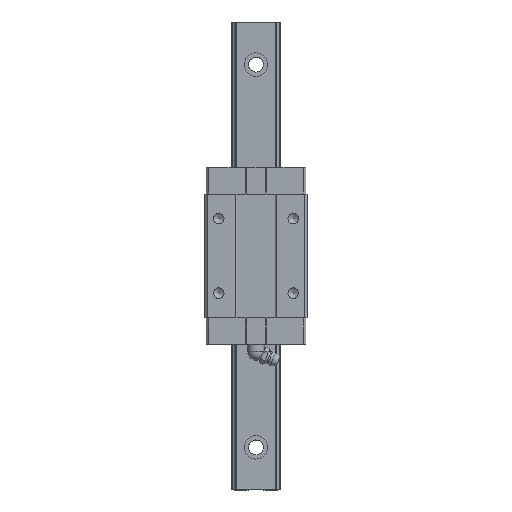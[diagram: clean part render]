
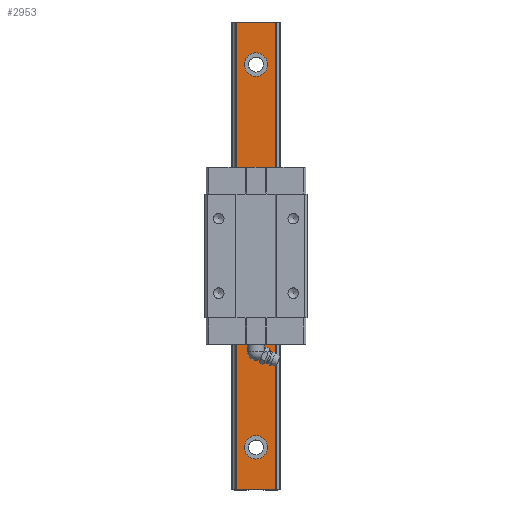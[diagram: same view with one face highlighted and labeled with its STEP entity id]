
A CAD part, top view. The second image highlights one B-rep face of the part: STEP entity #2953.
In plain terms, the highlighted planar face has unit normal (0, 0, 1).
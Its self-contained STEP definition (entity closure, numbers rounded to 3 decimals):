
#147=CIRCLE('',#3781,5.5);
#152=CIRCLE('',#3792,5.5);
#157=CIRCLE('',#3803,5.5);
#175=CIRCLE('',#3846,5.5);
#405=ORIENTED_EDGE('',*,*,#1117,.T.);
#406=ORIENTED_EDGE('',*,*,#1126,.T.);
#407=ORIENTED_EDGE('',*,*,#1135,.T.);
#408=ORIENTED_EDGE('',*,*,#1205,.T.);
#409=ORIENTED_EDGE('',*,*,#1206,.T.);
#410=ORIENTED_EDGE('',*,*,#1207,.F.);
#411=ORIENTED_EDGE('',*,*,#1208,.F.);
#412=ORIENTED_EDGE('',*,*,#1203,.T.);
#1117=EDGE_CURVE('',#1539,#1539,#147,.T.);
#1126=EDGE_CURVE('',#1546,#1546,#152,.T.);
#1135=EDGE_CURVE('',#1553,#1553,#157,.T.);
#1203=EDGE_CURVE('',#1599,#1598,#1882,.T.);
#1205=EDGE_CURVE('',#1600,#1600,#175,.T.);
#1206=EDGE_CURVE('',#1598,#1601,#1883,.T.);
#1207=EDGE_CURVE('',#1602,#1601,#1884,.T.);
#1208=EDGE_CURVE('',#1599,#1602,#1885,.T.);
#1539=VERTEX_POINT('',#4986);
#1546=VERTEX_POINT('',#5006);
#1553=VERTEX_POINT('',#5026);
#1598=VERTEX_POINT('',#5160);
#1599=VERTEX_POINT('',#5162);
#1600=VERTEX_POINT('',#5166);
#1601=VERTEX_POINT('',#5168);
#1602=VERTEX_POINT('',#5170);
#1882=LINE('',#5161,#2152);
#1883=LINE('',#5167,#2153);
#1884=LINE('',#5169,#2154);
#1885=LINE('',#5171,#2155);
#2152=VECTOR('',#4282,1000.);
#2153=VECTOR('',#4289,1000.);
#2154=VECTOR('',#4290,1000.);
#2155=VECTOR('',#4291,1000.);
#2410=EDGE_LOOP('',(#405));
#2411=EDGE_LOOP('',(#406));
#2412=EDGE_LOOP('',(#407));
#2413=EDGE_LOOP('',(#408));
#2414=EDGE_LOOP('',(#409,#410,#411,#412));
#2631=FACE_BOUND('',#2410,.T.);
#2632=FACE_BOUND('',#2411,.T.);
#2633=FACE_BOUND('',#2412,.T.);
#2634=FACE_BOUND('',#2413,.T.);
#2635=FACE_BOUND('',#2414,.T.);
#2833=PLANE('',#3845);
#2953=ADVANCED_FACE('',(#2631,#2632,#2633,#2634,#2635),#2833,.F.);
#3781=AXIS2_PLACEMENT_3D('',#4985,#4103,#4104);
#3792=AXIS2_PLACEMENT_3D('',#5005,#4127,#4128);
#3803=AXIS2_PLACEMENT_3D('',#5025,#4151,#4152);
#3845=AXIS2_PLACEMENT_3D('',#5164,#4285,#4286);
#3846=AXIS2_PLACEMENT_3D('',#5165,#4287,#4288);
#4103=DIRECTION('',(0.,0.,-1.));
#4104=DIRECTION('',(0.,-1.,0.));
#4127=DIRECTION('',(0.,0.,-1.));
#4128=DIRECTION('',(0.,-1.,0.));
#4151=DIRECTION('',(0.,0.,-1.));
#4152=DIRECTION('',(0.,-1.,0.));
#4282=DIRECTION('',(0.,1.,0.));
#4285=DIRECTION('',(0.,0.,-1.));
#4286=DIRECTION('',(-1.,0.,0.));
#4287=DIRECTION('',(0.,0.,-1.));
#4288=DIRECTION('',(0.,-1.,0.));
#4289=DIRECTION('',(-1.,0.,0.));
#4290=DIRECTION('',(0.,1.,0.));
#4291=DIRECTION('',(-1.,0.,0.));
#4985=CARTESIAN_POINT('',(0.,-90.,20.));
#4986=CARTESIAN_POINT('',(0.,-95.5,20.));
#5005=CARTESIAN_POINT('',(0.,-30.,20.));
#5006=CARTESIAN_POINT('',(0.,-35.5,20.));
#5025=CARTESIAN_POINT('',(0.,30.,20.));
#5026=CARTESIAN_POINT('',(0.,24.5,20.));
#5160=CARTESIAN_POINT('',(9.286,110.,20.));
#5161=CARTESIAN_POINT('',(9.286,-110.,20.));
#5162=CARTESIAN_POINT('',(9.286,-110.,20.));
#5164=CARTESIAN_POINT('',(9.286,-110.,20.));
#5165=CARTESIAN_POINT('',(0.,90.,20.));
#5166=CARTESIAN_POINT('',(0.,84.5,20.));
#5167=CARTESIAN_POINT('',(9.286,110.,20.));
#5168=CARTESIAN_POINT('',(-9.286,110.,20.));
#5169=CARTESIAN_POINT('',(-9.286,-110.,20.));
#5170=CARTESIAN_POINT('',(-9.286,-110.,20.));
#5171=CARTESIAN_POINT('',(9.286,-110.,20.));
